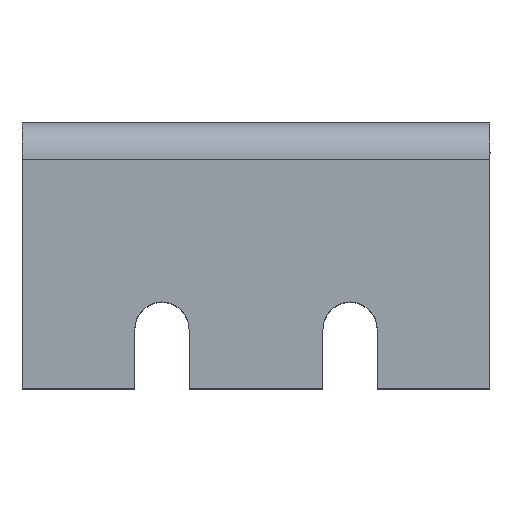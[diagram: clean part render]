
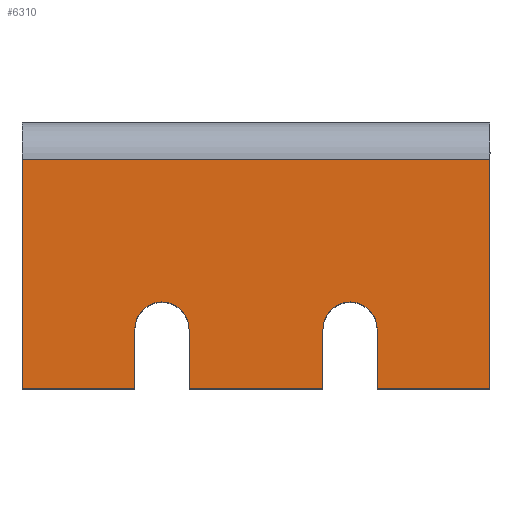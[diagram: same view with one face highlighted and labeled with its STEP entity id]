
A CAD part, top view. The second image highlights one B-rep face of the part: STEP entity #6310.
In plain terms, the highlighted planar face has unit normal (0, 0, 1).
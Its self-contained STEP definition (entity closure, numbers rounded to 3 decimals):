
#100=CARTESIAN_POINT('',(56.532,157.629,
-46.127));
#110=VERTEX_POINT('',#100);
#160=CARTESIAN_POINT('',(56.532,168.629,
-46.127));
#170=DIRECTION('',(0.,-1.,0.));
#180=VECTOR('',#170,1.);
#190=LINE('',#160,#180);
#200=CARTESIAN_POINT('',(56.532,173.129,
-46.127));
#210=VERTEX_POINT('',#200);
#220=EDGE_CURVE('',#210,#110,#190,.T.);
#840=CARTESIAN_POINT('',(47.083,163.507,
-46.127));
#850=VERTEX_POINT('',#840);
#900=CARTESIAN_POINT('',(47.083,161.678,
-46.127));
#910=DIRECTION('',(0.,0.,-1.));
#920=DIRECTION('',(0.,1.,0.));
#930=AXIS2_PLACEMENT_3D('',#900,#910,#920);
#940=CIRCLE('',#930,1.829);
#950=CARTESIAN_POINT('',(48.912,161.678,
-46.127));
#960=VERTEX_POINT('',#950);
#970=EDGE_CURVE('',#850,#960,#940,.T.);
#2670=CARTESIAN_POINT('',(45.254,161.678,
-46.127));
#2680=VERTEX_POINT('',#2670);
#2710=EDGE_CURVE('',#2680,#850,#940,.T.);
#3300=CARTESIAN_POINT('',(24.935,173.129,
-46.127));
#3310=VERTEX_POINT('',#3300);
#3340=CARTESIAN_POINT('',(24.935,168.629,
-46.127));
#3350=DIRECTION('',(0.,-1.,0.));
#3360=VECTOR('',#3350,1.);
#3370=LINE('',#3340,#3360);
#3380=CARTESIAN_POINT('',(24.935,157.629,
-46.127));
#3390=VERTEX_POINT('',#3380);
#3400=EDGE_CURVE('',#3310,#3390,#3370,.T.);
#5500=CARTESIAN_POINT('',(48.912,157.629,
-46.127));
#5510=VERTEX_POINT('',#5500);
#5540=CARTESIAN_POINT('',(85.536,157.629,
-46.127));
#5550=DIRECTION('',(-1.,0.,0.));
#5560=VECTOR('',#5550,1.);
#5570=LINE('',#5540,#5560);
#5580=EDGE_CURVE('',#110,#5510,#5570,.T.);
#5640=CARTESIAN_POINT('',(85.536,168.629,
-46.127));
#5650=DIRECTION('',(0.,0.,1.));
#5660=DIRECTION('',(0.,1.,0.));
#5670=AXIS2_PLACEMENT_3D('',#5640,#5650,#5660);
#5680=PLANE('',#5670);
#5690=ORIENTED_EDGE('',*,*,#220,.F.);
#5700=ORIENTED_EDGE('',*,*,#5580,.F.);
#5710=CARTESIAN_POINT('',(48.912,167.499,
-46.127));
#5720=DIRECTION('',(0.,1.,0.));
#5730=VECTOR('',#5720,1.);
#5740=LINE('',#5710,#5730);
#5750=EDGE_CURVE('',#5510,#960,#5740,.T.);
#5760=ORIENTED_EDGE('',*,*,#5750,.F.);
#5770=ORIENTED_EDGE('',*,*,#970,.T.);
#5780=ORIENTED_EDGE('',*,*,#2710,.T.);
#5790=CARTESIAN_POINT('',(45.254,167.499,
-46.127));
#5800=DIRECTION('',(0.,-1.,0.));
#5810=VECTOR('',#5800,1.);
#5820=LINE('',#5790,#5810);
#5830=CARTESIAN_POINT('',(45.254,157.629,
-46.127));
#5840=VERTEX_POINT('',#5830);
#5850=EDGE_CURVE('',#2680,#5840,#5820,.T.);
#5860=ORIENTED_EDGE('',*,*,#5850,.F.);
#5870=CARTESIAN_POINT('',(36.212,157.629,
-46.127));
#5880=VERTEX_POINT('',#5870);
#5890=EDGE_CURVE('',#5840,#5880,#5570,.T.);
#5900=ORIENTED_EDGE('',*,*,#5890,.F.);
#5910=CARTESIAN_POINT('',(36.212,167.499,
-46.127));
#5920=DIRECTION('',(0.,1.,0.));
#5930=VECTOR('',#5920,1.);
#5940=LINE('',#5910,#5930);
#5950=CARTESIAN_POINT('',(36.212,161.678,
-46.127));
#5960=VERTEX_POINT('',#5950);
#5970=EDGE_CURVE('',#5880,#5960,#5940,.T.);
#5980=ORIENTED_EDGE('',*,*,#5970,.F.);
#5990=CARTESIAN_POINT('',(34.383,161.678,
-46.127));
#6000=DIRECTION('',(0.,0.,-1.));
#6010=DIRECTION('',(0.,1.,0.));
#6020=AXIS2_PLACEMENT_3D('',#5990,#6000,#6010);
#6030=CIRCLE('',#6020,1.829);
#6040=CARTESIAN_POINT('',(34.383,163.507,
-46.127));
#6050=VERTEX_POINT('',#6040);
#6060=EDGE_CURVE('',#6050,#5960,#6030,.T.);
#6070=ORIENTED_EDGE('',*,*,#6060,.T.);
#6080=CARTESIAN_POINT('',(32.554,161.678,
-46.127));
#6090=VERTEX_POINT('',#6080);
#6100=EDGE_CURVE('',#6090,#6050,#6030,.T.);
#6110=ORIENTED_EDGE('',*,*,#6100,.T.);
#6120=CARTESIAN_POINT('',(32.554,167.499,
-46.127));
#6130=DIRECTION('',(0.,-1.,0.));
#6140=VECTOR('',#6130,1.);
#6150=LINE('',#6120,#6140);
#6160=CARTESIAN_POINT('',(32.554,157.629,
-46.127));
#6170=VERTEX_POINT('',#6160);
#6180=EDGE_CURVE('',#6090,#6170,#6150,.T.);
#6190=ORIENTED_EDGE('',*,*,#6180,.F.);
#6200=EDGE_CURVE('',#6170,#3390,#5570,.T.);
#6210=ORIENTED_EDGE('',*,*,#6200,.F.);
#6220=ORIENTED_EDGE('',*,*,#3400,.T.);
#6230=CARTESIAN_POINT('',(85.536,173.129,
-46.127));
#6240=DIRECTION('',(-1.,0.,0.));
#6250=VECTOR('',#6240,1.);
#6260=LINE('',#6230,#6250);
#6270=EDGE_CURVE('',#210,#3310,#6260,.T.);
#6280=ORIENTED_EDGE('',*,*,#6270,.T.);
#6290=EDGE_LOOP('',(#6280,#6220,#6210,#6190,#6110,#6070,#5980,#5900,
#5860,#5780,#5770,#5760,#5700,#5690));
#6300=FACE_OUTER_BOUND('',#6290,.T.);
#6310=ADVANCED_FACE('',(#6300),#5680,.T.);
